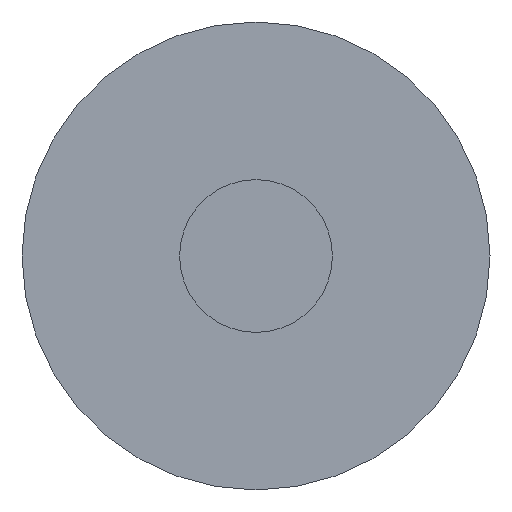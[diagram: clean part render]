
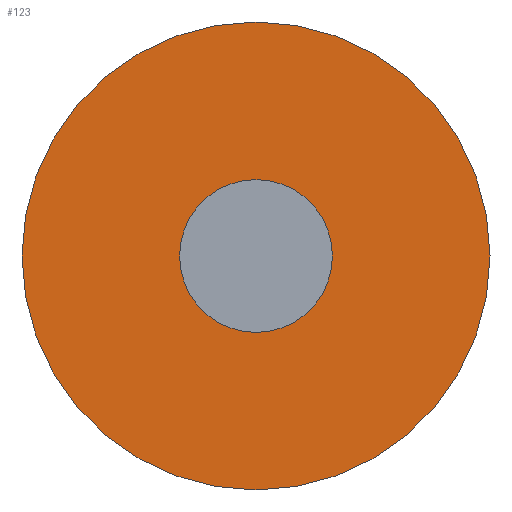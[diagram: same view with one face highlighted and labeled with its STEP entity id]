
A CAD part, left-side view. The second image highlights one B-rep face of the part: STEP entity #123.
In plain terms, the highlighted planar face has unit normal (-1, 0, 0).
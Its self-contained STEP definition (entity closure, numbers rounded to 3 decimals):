
#40 = VERTEX_POINT('',#41);
#41 = CARTESIAN_POINT('',(25.,7.5,0.));
#50 = CYLINDRICAL_SURFACE('',#51,7.5);
#51 = AXIS2_PLACEMENT_3D('',#52,#53,#54);
#52 = CARTESIAN_POINT('',(25.,0.,0.));
#53 = DIRECTION('',(-1.,0.,0.));
#54 = DIRECTION('',(0.,1.,0.));
#97 = EDGE_CURVE('',#40,#40,#98,.T.);
#98 = SURFACE_CURVE('',#99,(#104,#111),.PCURVE_S1.);
#99 = CIRCLE('',#100,7.5);
#100 = AXIS2_PLACEMENT_3D('',#101,#102,#103);
#101 = CARTESIAN_POINT('',(25.,0.,0.));
#102 = DIRECTION('',(1.,0.,0.));
#103 = DIRECTION('',(0.,1.,0.));
#104 = PCURVE('',#50,#105);
#105 = DEFINITIONAL_REPRESENTATION('',(#106),#110);
#106 = LINE('',#107,#108);
#107 = CARTESIAN_POINT('',(-0.,0.));
#108 = VECTOR('',#109,1.);
#109 = DIRECTION('',(-1.,0.));
#110 = ( GEOMETRIC_REPRESENTATION_CONTEXT(2) 
PARAMETRIC_REPRESENTATION_CONTEXT() REPRESENTATION_CONTEXT('2D SPACE',''
  ) );
#111 = PCURVE('',#112,#117);
#112 = PLANE('',#113);
#113 = AXIS2_PLACEMENT_3D('',#114,#115,#116);
#114 = CARTESIAN_POINT('',(25.,0.,0.));
#115 = DIRECTION('',(1.,0.,0.));
#116 = DIRECTION('',(0.,0.,1.));
#117 = DEFINITIONAL_REPRESENTATION('',(#118),#122);
#118 = CIRCLE('',#119,7.5);
#119 = AXIS2_PLACEMENT_2D('',#120,#121);
#120 = CARTESIAN_POINT('',(0.,0.));
#121 = DIRECTION('',(0.,-1.));
#122 = ( GEOMETRIC_REPRESENTATION_CONTEXT(2) 
PARAMETRIC_REPRESENTATION_CONTEXT() REPRESENTATION_CONTEXT('2D SPACE',''
  ) );
#123 = ADVANCED_FACE('',(#124,#127),#112,.F.);
#124 = FACE_BOUND('',#125,.F.);
#125 = EDGE_LOOP('',(#126));
#126 = ORIENTED_EDGE('',*,*,#97,.T.);
#127 = FACE_BOUND('',#128,.F.);
#128 = EDGE_LOOP('',(#129,#160));
#129 = ORIENTED_EDGE('',*,*,#130,.F.);
#130 = EDGE_CURVE('',#131,#133,#135,.T.);
#131 = VERTEX_POINT('',#132);
#132 = CARTESIAN_POINT('',(25.,2.45,0.));
#133 = VERTEX_POINT('',#134);
#134 = CARTESIAN_POINT('',(25.,-2.45,0.));
#135 = SURFACE_CURVE('',#136,(#141,#148),.PCURVE_S1.);
#136 = CIRCLE('',#137,2.45);
#137 = AXIS2_PLACEMENT_3D('',#138,#139,#140);
#138 = CARTESIAN_POINT('',(25.,0.,0.));
#139 = DIRECTION('',(1.,0.,0.));
#140 = DIRECTION('',(0.,1.,0.));
#141 = PCURVE('',#112,#142);
#142 = DEFINITIONAL_REPRESENTATION('',(#143),#147);
#143 = CIRCLE('',#144,2.45);
#144 = AXIS2_PLACEMENT_2D('',#145,#146);
#145 = CARTESIAN_POINT('',(0.,0.));
#146 = DIRECTION('',(0.,-1.));
#147 = ( GEOMETRIC_REPRESENTATION_CONTEXT(2) 
PARAMETRIC_REPRESENTATION_CONTEXT() REPRESENTATION_CONTEXT('2D SPACE',''
  ) );
#148 = PCURVE('',#149,#154);
#149 = CYLINDRICAL_SURFACE('',#150,2.45);
#150 = AXIS2_PLACEMENT_3D('',#151,#152,#153);
#151 = CARTESIAN_POINT('',(-5.,0.,0.));
#152 = DIRECTION('',(1.,0.,0.));
#153 = DIRECTION('',(0.,-1.,0.));
#154 = DEFINITIONAL_REPRESENTATION('',(#155),#159);
#155 = LINE('',#156,#157);
#156 = CARTESIAN_POINT('',(-3.142,30.));
#157 = VECTOR('',#158,1.);
#158 = DIRECTION('',(1.,-0.));
#159 = ( GEOMETRIC_REPRESENTATION_CONTEXT(2) 
PARAMETRIC_REPRESENTATION_CONTEXT() REPRESENTATION_CONTEXT('2D SPACE',''
  ) );
#160 = ORIENTED_EDGE('',*,*,#161,.F.);
#161 = EDGE_CURVE('',#133,#131,#162,.T.);
#162 = SURFACE_CURVE('',#163,(#168,#175),.PCURVE_S1.);
#163 = CIRCLE('',#164,2.45);
#164 = AXIS2_PLACEMENT_3D('',#165,#166,#167);
#165 = CARTESIAN_POINT('',(25.,0.,0.));
#166 = DIRECTION('',(1.,0.,0.));
#167 = DIRECTION('',(0.,1.,0.));
#168 = PCURVE('',#112,#169);
#169 = DEFINITIONAL_REPRESENTATION('',(#170),#174);
#170 = CIRCLE('',#171,2.45);
#171 = AXIS2_PLACEMENT_2D('',#172,#173);
#172 = CARTESIAN_POINT('',(0.,0.));
#173 = DIRECTION('',(0.,-1.));
#174 = ( GEOMETRIC_REPRESENTATION_CONTEXT(2) 
PARAMETRIC_REPRESENTATION_CONTEXT() REPRESENTATION_CONTEXT('2D SPACE',''
  ) );
#175 = PCURVE('',#176,#181);
#176 = CYLINDRICAL_SURFACE('',#177,2.45);
#177 = AXIS2_PLACEMENT_3D('',#178,#179,#180);
#178 = CARTESIAN_POINT('',(-5.,0.,0.));
#179 = DIRECTION('',(1.,0.,0.));
#180 = DIRECTION('',(0.,-1.,0.));
#181 = DEFINITIONAL_REPRESENTATION('',(#182),#186);
#182 = LINE('',#183,#184);
#183 = CARTESIAN_POINT('',(-9.425,30.));
#184 = VECTOR('',#185,1.);
#185 = DIRECTION('',(1.,-0.));
#186 = ( GEOMETRIC_REPRESENTATION_CONTEXT(2) 
PARAMETRIC_REPRESENTATION_CONTEXT() REPRESENTATION_CONTEXT('2D SPACE',''
  ) );
